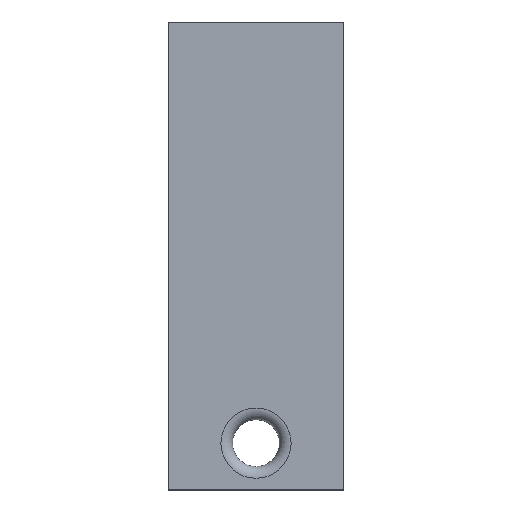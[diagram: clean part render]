
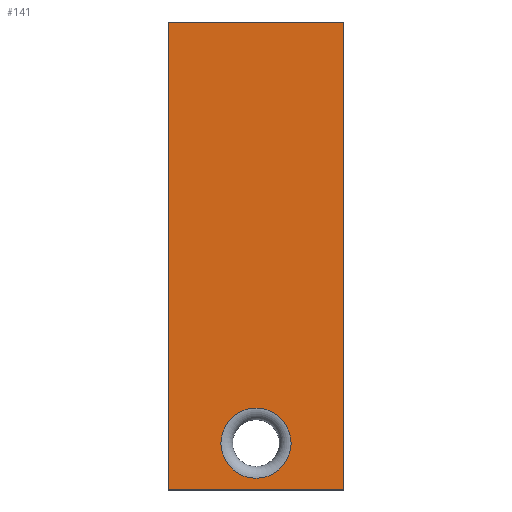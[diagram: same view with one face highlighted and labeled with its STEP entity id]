
A CAD part, top view. The second image highlights one B-rep face of the part: STEP entity #141.
In plain terms, the highlighted planar face has unit normal (0, 0, 1).
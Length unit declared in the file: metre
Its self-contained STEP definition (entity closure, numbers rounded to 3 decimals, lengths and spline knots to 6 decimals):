
#15=CIRCLE('',#164,0.003);
#35=ORIENTED_EDGE('',*,*,#63,.T.);
#36=ORIENTED_EDGE('',*,*,#53,.F.);
#37=ORIENTED_EDGE('',*,*,#57,.T.);
#38=ORIENTED_EDGE('',*,*,#60,.T.);
#39=ORIENTED_EDGE('',*,*,#62,.F.);
#53=EDGE_CURVE('',#69,#70,#81,.T.);
#57=EDGE_CURVE('',#69,#72,#85,.T.);
#60=EDGE_CURVE('',#72,#74,#88,.T.);
#62=EDGE_CURVE('',#70,#74,#90,.T.);
#63=EDGE_CURVE('',#75,#75,#15,.F.);
#69=VERTEX_POINT('',#218);
#70=VERTEX_POINT('',#220);
#72=VERTEX_POINT('',#226);
#74=VERTEX_POINT('',#232);
#75=VERTEX_POINT('',#239);
#81=LINE('',#219,#93);
#85=LINE('',#227,#97);
#88=LINE('',#233,#100);
#90=LINE('',#236,#102);
#93=VECTOR('',#178,1.);
#97=VECTOR('',#184,1.);
#100=VECTOR('',#189,1.);
#102=VECTOR('',#193,1.);
#107=EDGE_LOOP('',(#35));
#108=EDGE_LOOP('',(#36,#37,#38,#39));
#121=FACE_BOUND('',#107,.T.);
#122=FACE_BOUND('',#108,.T.);
#135=PLANE('',#163);
#141=ADVANCED_FACE('',(#121,#122),#135,.T.);
#163=AXIS2_PLACEMENT_3D('',#237,#194,#195);
#164=AXIS2_PLACEMENT_3D('',#238,#196,#197);
#178=DIRECTION('',(1.,0.,0.));
#184=DIRECTION('',(0.,-1.,0.));
#189=DIRECTION('',(1.,0.,0.));
#193=DIRECTION('',(0.,-1.,0.));
#194=DIRECTION('',(0.,0.,1.));
#195=DIRECTION('',(1.,0.,0.));
#196=DIRECTION('',(0.,0.,1.));
#197=DIRECTION('',(1.,0.,0.));
#218=CARTESIAN_POINT('',(-0.024006,0.013369,0.003));
#219=CARTESIAN_POINT('',(-0.016506,0.013369,0.003));
#220=CARTESIAN_POINT('',(-0.009006,0.013369,0.003));
#226=CARTESIAN_POINT('',(-0.024006,-0.026631,0.003));
#227=CARTESIAN_POINT('',(-0.024006,-0.006631,0.003));
#232=CARTESIAN_POINT('',(-0.009006,-0.026631,0.003));
#233=CARTESIAN_POINT('',(-0.016506,-0.026631,0.003));
#236=CARTESIAN_POINT('',(-0.009006,-0.006631,0.003));
#237=CARTESIAN_POINT('',(-0.016506,-0.006631,0.003));
#238=CARTESIAN_POINT('',(-0.016506,-0.022631,0.003));
#239=CARTESIAN_POINT('',(-0.013506,-0.022631,0.003));
